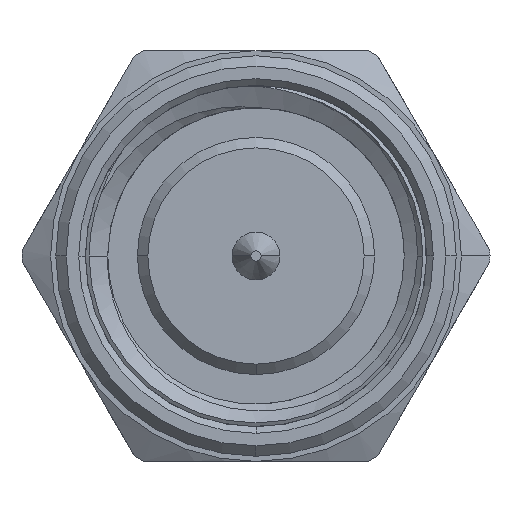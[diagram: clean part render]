
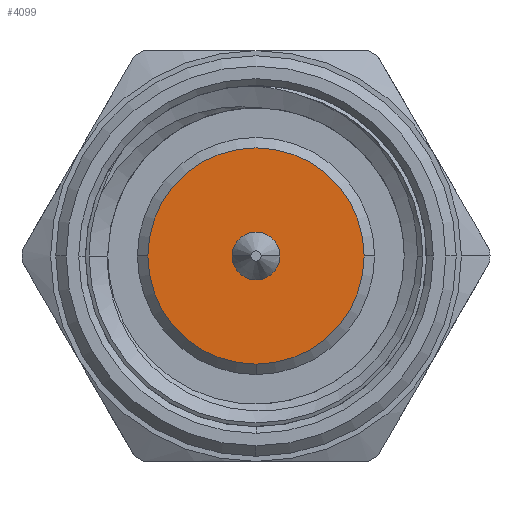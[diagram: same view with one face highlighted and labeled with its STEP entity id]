
A CAD part, left-side view. The second image highlights one B-rep face of the part: STEP entity #4099.
In plain terms, the highlighted planar face has unit normal (-1, 0, 0).
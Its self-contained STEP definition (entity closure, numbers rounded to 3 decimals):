
#338 = CIRCLE ( 'NONE', #6559, 0.46 ) ;
#516 = CARTESIAN_POINT ( 'NONE',  ( 3.15, -2.08, 0. ) ) ;
#569 = EDGE_CURVE ( 'NONE', #938, #6008, #3541, .T. ) ;
#938 = VERTEX_POINT ( 'NONE', #1972 ) ;
#967 = EDGE_CURVE ( 'NONE', #4781, #4977, #338, .T. ) ;
#1052 = DIRECTION ( 'NONE',  ( 0., 0., 1. ) ) ;
#1064 = CARTESIAN_POINT ( 'NONE',  ( 3.15, 2.08, 0. ) ) ;
#1165 = EDGE_LOOP ( 'NONE', ( #6068, #4350 ) ) ;
#1880 = AXIS2_PLACEMENT_3D ( 'NONE', #3906, #6773, #1052 ) ;
#1972 = CARTESIAN_POINT ( 'NONE',  ( 3.15, 0., -2.08 ) ) ;
#2080 = CARTESIAN_POINT ( 'NONE',  ( 3.15, 0., 0. ) ) ;
#2427 = CARTESIAN_POINT ( 'NONE',  ( 3.15, 0.46, 0. ) ) ;
#3135 = PLANE ( 'NONE',  #1880 ) ;
#3541 = CIRCLE ( 'NONE', #4593, 2.08 ) ;
#3861 = CIRCLE ( 'NONE', #7914, 2.08 ) ;
#3906 = CARTESIAN_POINT ( 'NONE',  ( 3.15, 0., 0. ) ) ;
#4099 = ADVANCED_FACE ( 'NONE', ( #7527, #6726 ), #3135, .T. ) ;
#4350 = ORIENTED_EDGE ( 'NONE', *, *, #4581, .F. ) ;
#4581 = EDGE_CURVE ( 'NONE', #4977, #4781, #5646, .T. ) ;
#4593 = AXIS2_PLACEMENT_3D ( 'NONE', #5150, #5685, #8635 ) ;
#4713 = ORIENTED_EDGE ( 'NONE', *, *, #5294, .F. ) ;
#4778 = DIRECTION ( 'NONE',  ( -1., 0., 0. ) ) ;
#4781 = VERTEX_POINT ( 'NONE', #6459 ) ;
#4977 = VERTEX_POINT ( 'NONE', #2427 ) ;
#5011 = DIRECTION ( 'NONE',  ( 1., 0., 0. ) ) ;
#5038 = AXIS2_PLACEMENT_3D ( 'NONE', #6242, #9104, #7787 ) ;
#5150 = CARTESIAN_POINT ( 'NONE',  ( 3.15, 0., 0. ) ) ;
#5294 = EDGE_CURVE ( 'NONE', #6008, #5347, #5818, .T. ) ;
#5347 = VERTEX_POINT ( 'NONE', #516 ) ;
#5390 = EDGE_LOOP ( 'NONE', ( #8633, #4713, #5570 ) ) ;
#5570 = ORIENTED_EDGE ( 'NONE', *, *, #569, .F. ) ;
#5615 = CARTESIAN_POINT ( 'NONE',  ( 3.15, 0., 0. ) ) ;
#5646 = CIRCLE ( 'NONE', #5038, 0.46 ) ;
#5665 = AXIS2_PLACEMENT_3D ( 'NONE', #2080, #5011, #7878 ) ;
#5671 = EDGE_CURVE ( 'NONE', #5347, #938, #3861, .T. ) ;
#5685 = DIRECTION ( 'NONE',  ( 1., 0., 0. ) ) ;
#5818 = CIRCLE ( 'NONE', #5665, 2.08 ) ;
#6008 = VERTEX_POINT ( 'NONE', #1064 ) ;
#6068 = ORIENTED_EDGE ( 'NONE', *, *, #967, .F. ) ;
#6242 = CARTESIAN_POINT ( 'NONE',  ( 3.15, 0., 0. ) ) ;
#6459 = CARTESIAN_POINT ( 'NONE',  ( 3.15, -0.46, 0. ) ) ;
#6559 = AXIS2_PLACEMENT_3D ( 'NONE', #8344, #4778, #9011 ) ;
#6726 = FACE_OUTER_BOUND ( 'NONE', #5390, .T. ) ;
#6773 = DIRECTION ( 'NONE',  ( -1., 0., 0. ) ) ;
#7527 = FACE_BOUND ( 'NONE', #1165, .T. ) ;
#7787 = DIRECTION ( 'NONE',  ( 0., 1., 0. ) ) ;
#7878 = DIRECTION ( 'NONE',  ( 0., 1., 0. ) ) ;
#7914 = AXIS2_PLACEMENT_3D ( 'NONE', #5615, #9142, #9236 ) ;
#8344 = CARTESIAN_POINT ( 'NONE',  ( 3.15, 0., 0. ) ) ;
#8633 = ORIENTED_EDGE ( 'NONE', *, *, #5671, .F. ) ;
#8635 = DIRECTION ( 'NONE',  ( 0., -1., 0. ) ) ;
#9011 = DIRECTION ( 'NONE',  ( 0., -1., 0. ) ) ;
#9104 = DIRECTION ( 'NONE',  ( -1., 0., 0. ) ) ;
#9142 = DIRECTION ( 'NONE',  ( 1., 0., 0. ) ) ;
#9236 = DIRECTION ( 'NONE',  ( 0., -1., 0. ) ) ;
